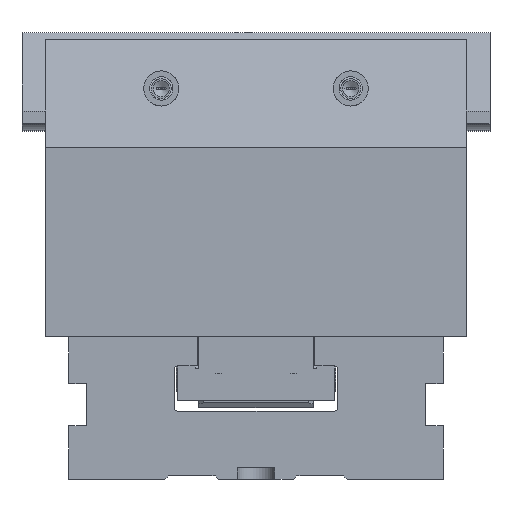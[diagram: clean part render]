
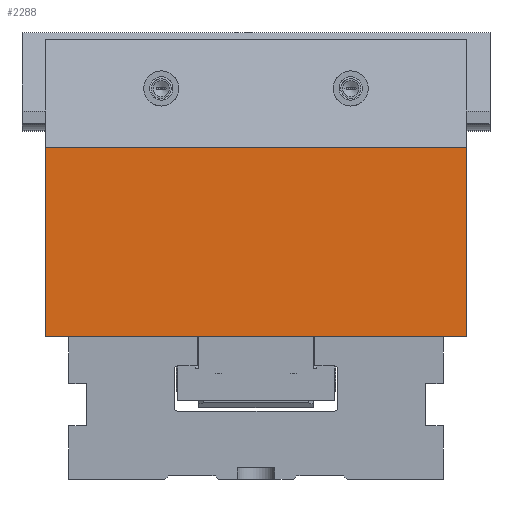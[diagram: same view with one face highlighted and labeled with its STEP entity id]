
A CAD part, left-side view. The second image highlights one B-rep face of the part: STEP entity #2288.
In plain terms, the highlighted planar face has unit normal (-1, 0, 0).
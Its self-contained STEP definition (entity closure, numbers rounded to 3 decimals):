
#2288=ADVANCED_FACE('',(#2929),#2629,.T.);
#2629=PLANE('',#9727);
#2929=FACE_OUTER_BOUND('',#3447,.T.);
#3447=EDGE_LOOP('',(#5261,#5262,#5263,#5264));
#5261=ORIENTED_EDGE('',*,*,#7481,.F.);
#5262=ORIENTED_EDGE('',*,*,#7482,.F.);
#5263=ORIENTED_EDGE('',*,*,#7483,.T.);
#5264=ORIENTED_EDGE('',*,*,#7478,.T.);
#6440=VERTEX_POINT('',#14797);
#6441=VERTEX_POINT('',#14799);
#6443=VERTEX_POINT('',#14805);
#6444=VERTEX_POINT('',#14807);
#7478=EDGE_CURVE('',#6441,#6440,#8275,.T.);
#7481=EDGE_CURVE('',#6443,#6440,#8277,.T.);
#7482=EDGE_CURVE('',#6444,#6443,#8278,.T.);
#7483=EDGE_CURVE('',#6444,#6441,#8279,.T.);
#8275=LINE('',#14798,#8980);
#8277=LINE('',#14804,#8982);
#8278=LINE('',#14806,#8983);
#8279=LINE('',#14808,#8984);
#8980=VECTOR('',#11592,1.);
#8982=VECTOR('',#11598,1.);
#8983=VECTOR('',#11599,1.);
#8984=VECTOR('',#11600,1.);
#9727=AXIS2_PLACEMENT_3D('',#14809,#11601,#11602);
#11592=DIRECTION('',(0.,0.,1.));
#11598=DIRECTION('',(0.,-1.,0.));
#11599=DIRECTION('',(0.,0.,1.));
#11600=DIRECTION('',(0.,-1.,0.));
#11601=DIRECTION('',(-1.,0.,0.));
#11602=DIRECTION('',(0.,0.,1.));
#14797=CARTESIAN_POINT('',(0.,-10.,142.98));
#14798=CARTESIAN_POINT('',(0.,-10.,125.8));
#14799=CARTESIAN_POINT('',(0.,-10.,62.));
#14804=CARTESIAN_POINT('',(0.,80.,142.98));
#14805=CARTESIAN_POINT('',(0.,170.,142.98));
#14806=CARTESIAN_POINT('',(0.,170.,125.8));
#14807=CARTESIAN_POINT('',(0.,170.,62.));
#14808=CARTESIAN_POINT('',(0.,80.,62.));
#14809=CARTESIAN_POINT('',(0.,80.,125.8));
